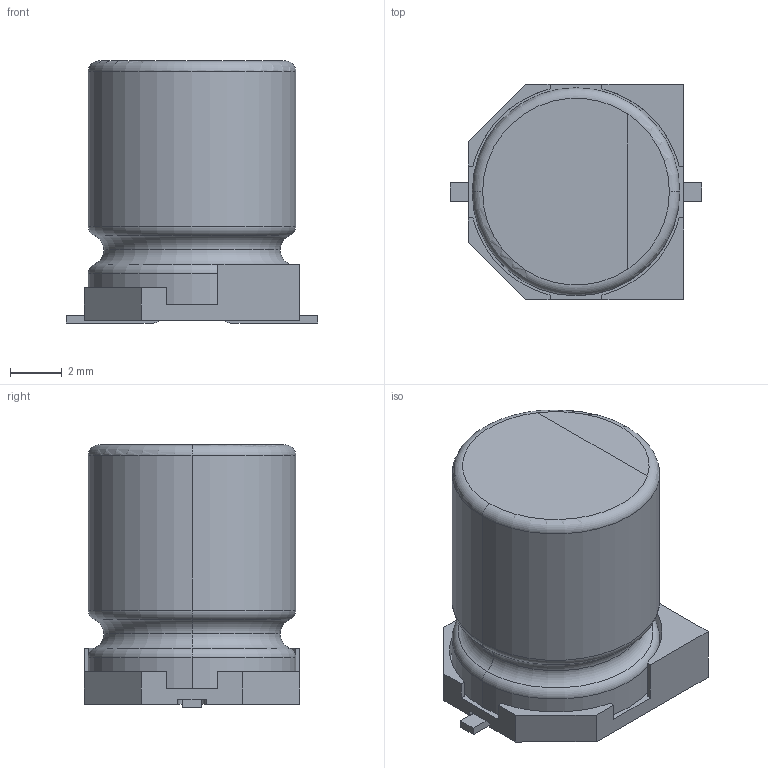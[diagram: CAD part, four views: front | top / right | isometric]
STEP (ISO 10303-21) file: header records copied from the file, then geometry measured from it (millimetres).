
FILE_DESCRIPTION (( 'STEP AP214' ), '1' );
FILE_NAME ('CAP-SMD_BD8.0-L8.3-W8.3-LS9.7-FD.step', '2022-07-01T06:30:40', ( '' ), ( '' ), 'SwSTEP 2.0', 'SolidWorks 2020', '' );
FILE_SCHEMA (( 'AUTOMOTIVE_DESIGN' ));
Length unit declared in the file: millimetre
Products named in the file (1): CAP-SMD_BD8.0-L8.3-W8.3-LS9.7-FD
Bounding box: 9.7 x 8.3 x 10.1 mm (x, y, z)
Volume: 510 mm3; surface area: 443.1 mm2
Topology: 1 solids, 1 shells, 285 faces, 773 edges, 510 vertices
Faces by surface type: plane 164, bspline 98, cylinder 13, torus 10
Entity records: 12586 total; most frequent: CARTESIAN_POINT 2875, ORIENTED_EDGE 1546, DIRECTION 995, EDGE_CURVE 773, LINE 527, VECTOR 527, VERTEX_POINT 510, EDGE_LOOP 305
